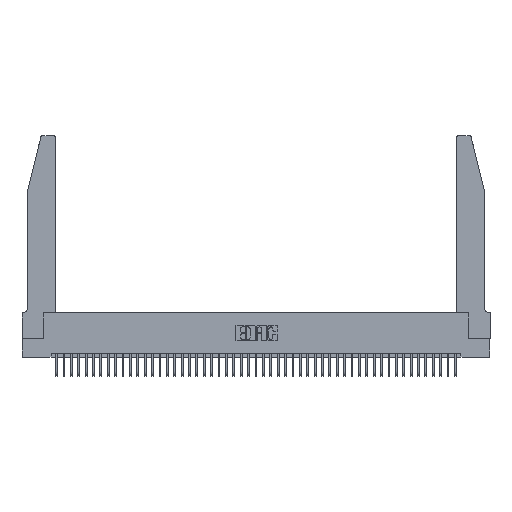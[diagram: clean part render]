
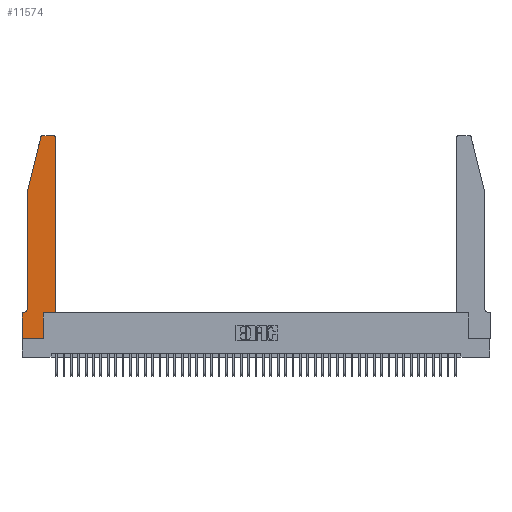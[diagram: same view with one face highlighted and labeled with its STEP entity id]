
A CAD part, top view. The second image highlights one B-rep face of the part: STEP entity #11574.
In plain terms, the highlighted planar face has unit normal (0, 0, 1).
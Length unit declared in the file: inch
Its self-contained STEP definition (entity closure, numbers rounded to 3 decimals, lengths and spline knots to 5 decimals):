
#957 = CARTESIAN_POINT ( 'NONE',  ( 0.4205, 2.72, 0.37 ) ) ;
#1114 = CIRCLE ( 'NONE', #12091, 0.03 ) ;
#1641 = EDGE_CURVE ( 'NONE', #16756, #31016, #25288, .T. ) ;
#2790 = VECTOR ( 'NONE', #4529, 39.37008 ) ;
#4238 = VECTOR ( 'NONE', #18139, 39.37008 ) ;
#4529 = DIRECTION ( 'NONE',  ( 0., -1., 0. ) ) ;
#4763 = DIRECTION ( 'NONE',  ( 1., 0., 0. ) ) ;
#5208 = VERTEX_POINT ( 'NONE', #46470 ) ;
#6160 = EDGE_CURVE ( 'NONE', #27774, #43499, #34658, .T. ) ;
#6757 = CARTESIAN_POINT ( 'NONE',  ( 0., 0.35, 0.37 ) ) ;
#6770 = CARTESIAN_POINT ( 'NONE',  ( 0.284, 2.72, 0.37 ) ) ;
#6898 = VECTOR ( 'NONE', #32963, 39.37008 ) ;
#7103 = CARTESIAN_POINT ( 'NONE',  ( 0.4505, 0.35, 0.37 ) ) ;
#7222 = LINE ( 'NONE', #26728, #45180 ) ;
#8082 = CARTESIAN_POINT ( 'NONE',  ( 0.2605, 2.75, 0.37 ) ) ;
#8327 = VERTEX_POINT ( 'NONE', #23898 ) ;
#8713 = ORIENTED_EDGE ( 'NONE', *, *, #10924, .T. ) ;
#9783 = ORIENTED_EDGE ( 'NONE', *, *, #14904, .T. ) ;
#10046 = ORIENTED_EDGE ( 'NONE', *, *, #30316, .T. ) ;
#10338 = LINE ( 'NONE', #37993, #28796 ) ;
#10589 = DIRECTION ( 'NONE',  ( 1., 0., 0. ) ) ;
#10924 = EDGE_CURVE ( 'NONE', #43499, #26918, #31150, .T. ) ;
#10989 = CIRCLE ( 'NONE', #43444, 0.03 ) ;
#11116 = CARTESIAN_POINT ( 'NONE',  ( 0.2865, 0.35, 0.37 ) ) ;
#11127 = ORIENTED_EDGE ( 'NONE', *, *, #6160, .T. ) ;
#11559 = VECTOR ( 'NONE', #17889, 39.37008 ) ;
#11574 = ADVANCED_FACE ( 'NONE', ( #42448 ), #21693, .T. ) ;
#11812 = EDGE_CURVE ( 'NONE', #35860, #8327, #13793, .T. ) ;
#12091 = AXIS2_PLACEMENT_3D ( 'NONE', #957, #27058, #4763 ) ;
#12666 = EDGE_LOOP ( 'NONE', ( #42319, #46214, #10046, #41738, #41633, #41433, #11127, #8713, #20575, #44988, #9783, #45793 ) ) ;
#13500 = DIRECTION ( 'NONE',  ( 0., -1., 0. ) ) ;
#13793 = LINE ( 'NONE', #8082, #23581 ) ;
#14253 = VERTEX_POINT ( 'NONE', #41280 ) ;
#14904 = EDGE_CURVE ( 'NONE', #5208, #40746, #7222, .T. ) ;
#15486 = VECTOR ( 'NONE', #13500, 39.37008 ) ;
#16756 = VERTEX_POINT ( 'NONE', #17395 ) ;
#17021 = DIRECTION ( 'NONE',  ( 0., 0., -1. ) ) ;
#17395 = CARTESIAN_POINT ( 'NONE',  ( 0.0755, 2., 0.37 ) ) ;
#17704 = CARTESIAN_POINT ( 'NONE',  ( 0., 0., 0.37 ) ) ;
#17889 = DIRECTION ( 'NONE',  ( 1., 0., 0. ) ) ;
#18139 = DIRECTION ( 'NONE',  ( 0., 1., 0. ) ) ;
#18608 = CARTESIAN_POINT ( 'NONE',  ( 0.0755, 0.35, 0.37 ) ) ;
#18849 = EDGE_CURVE ( 'NONE', #31437, #5208, #44878, .T. ) ;
#19266 = CIRCLE ( 'NONE', #36726, 0.07 ) ;
#19853 = CARTESIAN_POINT ( 'NONE',  ( 0.4505, 2.72, 0.37 ) ) ;
#20575 = ORIENTED_EDGE ( 'NONE', *, *, #33957, .T. ) ;
#21693 = PLANE ( 'NONE',  #25583 ) ;
#23451 = DIRECTION ( 'NONE',  ( -0.239, -0.971, 0. ) ) ;
#23549 = CARTESIAN_POINT ( 'NONE',  ( 0.0755, 0.42, 0.37 ) ) ;
#23581 = VECTOR ( 'NONE', #44704, 39.37008 ) ;
#23898 = CARTESIAN_POINT ( 'NONE',  ( 0.284, 2.75, 0.37 ) ) ;
#24446 = CARTESIAN_POINT ( 'NONE',  ( 0.0755, 2., 0.37 ) ) ;
#24708 = CARTESIAN_POINT ( 'NONE',  ( 0.25487, 2.72718, 0.37 ) ) ;
#25262 = VECTOR ( 'NONE', #40673, 39.37008 ) ;
#25288 = LINE ( 'NONE', #24446, #15486 ) ;
#25410 = DIRECTION ( 'NONE',  ( 1., 0., 0. ) ) ;
#25583 = AXIS2_PLACEMENT_3D ( 'NONE', #6757, #47245, #25410 ) ;
#26728 = CARTESIAN_POINT ( 'NONE',  ( 0.4505, 0.35, 0.37 ) ) ;
#26912 = LINE ( 'NONE', #18608, #25262 ) ;
#26918 = VERTEX_POINT ( 'NONE', #46659 ) ;
#27058 = DIRECTION ( 'NONE',  ( 0., 0., 1. ) ) ;
#27355 = EDGE_CURVE ( 'NONE', #40746, #35860, #1114, .T. ) ;
#27575 = EDGE_CURVE ( 'NONE', #31016, #14253, #19266, .T. ) ;
#27774 = VERTEX_POINT ( 'NONE', #32948 ) ;
#28303 = VERTEX_POINT ( 'NONE', #24708 ) ;
#28796 = VECTOR ( 'NONE', #23451, 39.37008 ) ;
#29605 = EDGE_CURVE ( 'NONE', #8327, #28303, #10989, .T. ) ;
#30316 = EDGE_CURVE ( 'NONE', #28303, #16756, #10338, .T. ) ;
#30496 = CARTESIAN_POINT ( 'NONE',  ( 0., 0., 0.37 ) ) ;
#31016 = VERTEX_POINT ( 'NONE', #23549 ) ;
#31150 = LINE ( 'NONE', #32674, #11559 ) ;
#31437 = VERTEX_POINT ( 'NONE', #11116 ) ;
#32628 = DIRECTION ( 'NONE',  ( 0., 0., 1. ) ) ;
#32637 = LINE ( 'NONE', #40080, #4238 ) ;
#32674 = CARTESIAN_POINT ( 'NONE',  ( 0., 0., 0.37 ) ) ;
#32948 = CARTESIAN_POINT ( 'NONE',  ( 0., 0.35, 0.37 ) ) ;
#32963 = DIRECTION ( 'NONE',  ( 1., 0., 0. ) ) ;
#33957 = EDGE_CURVE ( 'NONE', #26918, #31437, #32637, .T. ) ;
#34240 = DIRECTION ( 'NONE',  ( 0., 1., 0. ) ) ;
#34658 = LINE ( 'NONE', #30496, #2790 ) ;
#35860 = VERTEX_POINT ( 'NONE', #42026 ) ;
#36726 = AXIS2_PLACEMENT_3D ( 'NONE', #38989, #17021, #42625 ) ;
#37993 = CARTESIAN_POINT ( 'NONE',  ( 0.0755, 2., 0.37 ) ) ;
#38989 = CARTESIAN_POINT ( 'NONE',  ( 0.0055, 0.42, 0.37 ) ) ;
#40080 = CARTESIAN_POINT ( 'NONE',  ( 0.2865, 0.35, 0.37 ) ) ;
#40545 = EDGE_CURVE ( 'NONE', #14253, #27774, #26912, .T. ) ;
#40673 = DIRECTION ( 'NONE',  ( -1., 0., 0. ) ) ;
#40746 = VERTEX_POINT ( 'NONE', #19853 ) ;
#41280 = CARTESIAN_POINT ( 'NONE',  ( 0.0055, 0.35, 0.37 ) ) ;
#41433 = ORIENTED_EDGE ( 'NONE', *, *, #40545, .T. ) ;
#41633 = ORIENTED_EDGE ( 'NONE', *, *, #27575, .T. ) ;
#41738 = ORIENTED_EDGE ( 'NONE', *, *, #1641, .T. ) ;
#42026 = CARTESIAN_POINT ( 'NONE',  ( 0.4205, 2.75, 0.37 ) ) ;
#42319 = ORIENTED_EDGE ( 'NONE', *, *, #11812, .T. ) ;
#42448 = FACE_OUTER_BOUND ( 'NONE', #12666, .T. ) ;
#42625 = DIRECTION ( 'NONE',  ( -1., 0., 0. ) ) ;
#43444 = AXIS2_PLACEMENT_3D ( 'NONE', #6770, #32628, #10589 ) ;
#43499 = VERTEX_POINT ( 'NONE', #17704 ) ;
#44704 = DIRECTION ( 'NONE',  ( -1., 0., 0. ) ) ;
#44878 = LINE ( 'NONE', #7103, #6898 ) ;
#44988 = ORIENTED_EDGE ( 'NONE', *, *, #18849, .T. ) ;
#45180 = VECTOR ( 'NONE', #34240, 39.37008 ) ;
#45793 = ORIENTED_EDGE ( 'NONE', *, *, #27355, .T. ) ;
#46214 = ORIENTED_EDGE ( 'NONE', *, *, #29605, .T. ) ;
#46470 = CARTESIAN_POINT ( 'NONE',  ( 0.4505, 0.35, 0.37 ) ) ;
#46659 = CARTESIAN_POINT ( 'NONE',  ( 0.2865, 0., 0.37 ) ) ;
#47245 = DIRECTION ( 'NONE',  ( 0., 0., 1. ) ) ;
